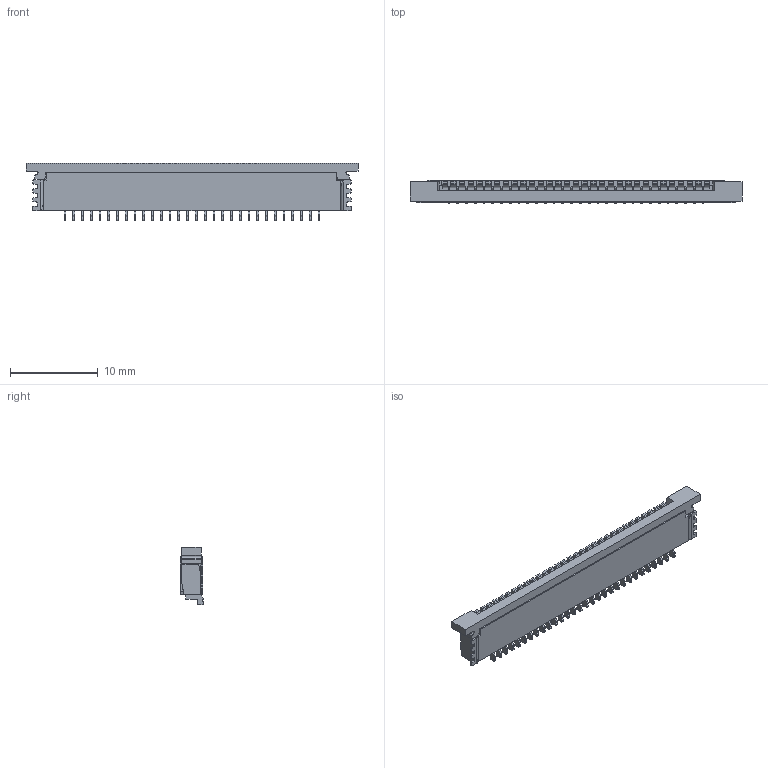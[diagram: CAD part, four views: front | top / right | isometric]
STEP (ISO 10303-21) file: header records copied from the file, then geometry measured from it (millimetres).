
FILE_DESCRIPTION((''),'2;1');
FILE_NAME('C-3-84953-0','2019-02-27T04:28:11',('workeradm'),('TE Connectivity Ltd.'),'CREO PARAMETRIC BY PTC INC, 2018190','CREO PARAMETRIC BY PTC INC, 2018190','');
FILE_SCHEMA(('AUTOMOTIVE_DESIGN { 1 0 10303 214 1 1 1 1 }'));
Length unit declared in the file: millimetre
Products named in the file (1): C-3-84953-0
Bounding box: 37.93 x 2.66 x 6.55 mm (x, y, z)
Volume: 387.9 mm3; surface area: 1116.9 mm2
Topology: 1 solids, 1 shells, 1221 faces, 3595 edges, 2370 vertices
Faces by surface type: plane 817, cylinder 404
Entity records: 40659 total; most frequent: CARTESIAN_POINT 7204, ORIENTED_EDGE 7190, DIRECTION 6841, EDGE_CURVE 3595, VECTOR 2779, LINE 2779, VERTEX_POINT 2370, AXIS2_PLACEMENT_3D 2031
